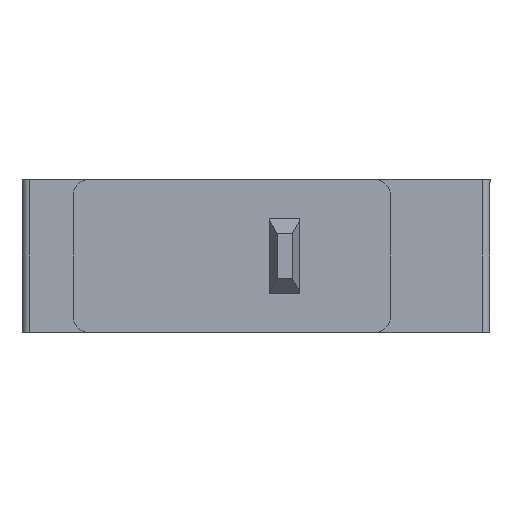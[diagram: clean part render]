
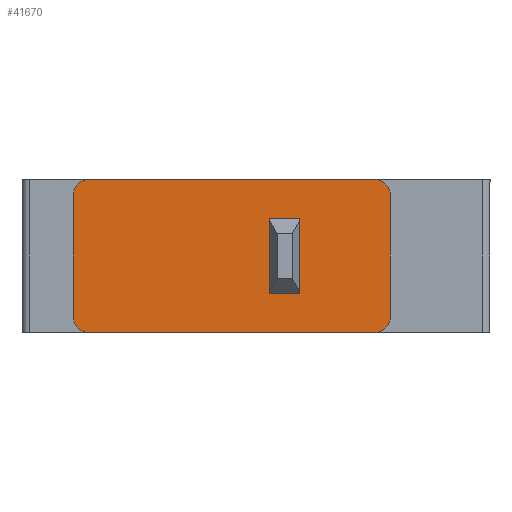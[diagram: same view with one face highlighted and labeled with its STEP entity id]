
A CAD part, left-side view. The second image highlights one B-rep face of the part: STEP entity #41670.
In plain terms, the highlighted planar face has unit normal (-1, 0, 0).
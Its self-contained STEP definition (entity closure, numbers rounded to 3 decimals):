
#30160=CARTESIAN_POINT('',(-209.229,55.166,
-9.652));
#30170=VERTEX_POINT('',#30160);
#30200=CARTESIAN_POINT('',(-209.229,55.166,
-10.652));
#30210=DIRECTION('',(-1.,0.,0.));
#30220=DIRECTION('',(0.,1.,0.));
#30230=AXIS2_PLACEMENT_3D('',#30200,#30210,#30220);
#30240=CIRCLE('',#30230,1.);
#30250=CARTESIAN_POINT('',(-209.229,56.166,
-10.652));
#30260=VERTEX_POINT('',#30250);
#30270=EDGE_CURVE('',#30170,#30260,#30240,.T.);
#36370=CARTESIAN_POINT('',(-209.229,36.166,
-18.752));
#36380=DIRECTION('',(-1.,0.,0.));
#36390=DIRECTION('',(0.,1.,0.));
#36400=AXIS2_PLACEMENT_3D('',#36370,#36380,#36390);
#36410=CIRCLE('',#36400,1.);
#36420=CARTESIAN_POINT('',(-209.229,36.166,
-19.752));
#36430=VERTEX_POINT('',#36420);
#36440=CARTESIAN_POINT('',(-209.229,35.166,
-18.752));
#36450=VERTEX_POINT('',#36440);
#36460=EDGE_CURVE('',#36430,#36450,#36410,.T.);
#40390=CARTESIAN_POINT('',(-209.229,56.166,-10.1));
#40400=DIRECTION('',(0.,0.,1.));
#40410=VECTOR('',#40400,1.);
#40420=LINE('',#40390,#40410);
#40430=CARTESIAN_POINT('',(-209.229,56.166,
-18.752));
#40440=VERTEX_POINT('',#40430);
#40450=EDGE_CURVE('',#40440,#30260,#40420,.T.);
#40670=CARTESIAN_POINT('',(-209.229,55.166,
-19.752));
#40680=VERTEX_POINT('',#40670);
#40710=CARTESIAN_POINT('',(-209.229,0.,
-19.752));
#40720=DIRECTION('',(0.,1.,0.));
#40730=VECTOR('',#40720,1.);
#40740=LINE('',#40710,#40730);
#40750=EDGE_CURVE('',#36430,#40680,#40740,.T.);
#40850=CARTESIAN_POINT('',(-209.229,55.166,
-18.752));
#40860=DIRECTION('',(-1.,0.,0.));
#40870=DIRECTION('',(0.,1.,0.));
#40880=AXIS2_PLACEMENT_3D('',#40850,#40860,#40870);
#40890=CIRCLE('',#40880,1.);
#40900=EDGE_CURVE('',#40440,#40680,#40890,.T.);
#40980=CARTESIAN_POINT('',(-209.229,43.52,
-14.198));
#40990=DIRECTION('',(-1.,0.,0.));
#41000=DIRECTION('',(0.,-1.,0.));
#41010=AXIS2_PLACEMENT_3D('',#40980,#40990,#41000);
#41020=PLANE('',#41010);
#41030=ORIENTED_EDGE('',*,*,#40900,.T.);
#41040=ORIENTED_EDGE('',*,*,#40450,.F.);
#41050=ORIENTED_EDGE('',*,*,#30270,.T.);
#41060=CARTESIAN_POINT('',(-209.229,0.,
-9.652));
#41070=DIRECTION('',(0.,-1.,0.));
#41080=VECTOR('',#41070,1.);
#41090=LINE('',#41060,#41080);
#41100=CARTESIAN_POINT('',(-209.229,36.166,
-9.652));
#41110=VERTEX_POINT('',#41100);
#41120=EDGE_CURVE('',#30170,#41110,#41090,.T.);
#41130=ORIENTED_EDGE('',*,*,#41120,.F.);
#41140=CARTESIAN_POINT('',(-209.229,36.166,
-10.652));
#41150=DIRECTION('',(-1.,0.,0.));
#41160=DIRECTION('',(0.,1.,0.));
#41170=AXIS2_PLACEMENT_3D('',#41140,#41150,#41160);
#41180=CIRCLE('',#41170,1.);
#41190=CARTESIAN_POINT('',(-209.229,35.166,
-10.652));
#41200=VERTEX_POINT('',#41190);
#41210=EDGE_CURVE('',#41200,#41110,#41180,.T.);
#41220=ORIENTED_EDGE('',*,*,#41210,.T.);
#41230=CARTESIAN_POINT('',(-209.229,35.166,-10.1));
#41240=DIRECTION('',(0.,0.,-1.));
#41250=VECTOR('',#41240,1.);
#41260=LINE('',#41230,#41250);
#41270=EDGE_CURVE('',#41200,#36450,#41260,.T.);
#41280=ORIENTED_EDGE('',*,*,#41270,.F.);
#41290=ORIENTED_EDGE('',*,*,#36460,.T.);
#41300=ORIENTED_EDGE('',*,*,#40750,.F.);
#41310=EDGE_LOOP('',(#41300,#41290,#41280,#41220,#41130,#41050,#41040,
#41030));
#41320=FACE_OUTER_BOUND('',#41310,.T.);
#41330=CARTESIAN_POINT('',(-209.229,41.799,
-17.202));
#41340=DIRECTION('',(0.,1.,0.));
#41350=VECTOR('',#41340,1.);
#41360=LINE('',#41330,#41350);
#41370=CARTESIAN_POINT('',(-209.229,41.166,
-17.202));
#41380=VERTEX_POINT('',#41370);
#41390=CARTESIAN_POINT('',(-209.229,43.166,
-17.202));
#41400=VERTEX_POINT('',#41390);
#41410=EDGE_CURVE('',#41380,#41400,#41360,.T.);
#41420=ORIENTED_EDGE('',*,*,#41410,.T.);
#41430=CARTESIAN_POINT('',(-209.229,41.166,
-12.202));
#41440=DIRECTION('',(0.,0.,-1.));
#41450=VECTOR('',#41440,1.);
#41460=LINE('',#41430,#41450);
#41470=CARTESIAN_POINT('',(-209.229,41.166,
-12.202));
#41480=VERTEX_POINT('',#41470);
#41490=EDGE_CURVE('',#41480,#41380,#41460,.T.);
#41500=ORIENTED_EDGE('',*,*,#41490,.T.);
#41510=CARTESIAN_POINT('',(-209.229,41.799,
-12.202));
#41520=DIRECTION('',(0.,1.,0.));
#41530=VECTOR('',#41520,1.);
#41540=LINE('',#41510,#41530);
#41550=CARTESIAN_POINT('',(-209.229,43.166,
-12.202));
#41560=VERTEX_POINT('',#41550);
#41570=EDGE_CURVE('',#41480,#41560,#41540,.T.);
#41580=ORIENTED_EDGE('',*,*,#41570,.F.);
#41590=CARTESIAN_POINT('',(-209.229,43.166,
-12.202));
#41600=DIRECTION('',(0.,0.,1.));
#41610=VECTOR('',#41600,1.);
#41620=LINE('',#41590,#41610);
#41630=EDGE_CURVE('',#41400,#41560,#41620,.T.);
#41640=ORIENTED_EDGE('',*,*,#41630,.T.);
#41650=EDGE_LOOP('',(#41640,#41580,#41500,#41420));
#41660=FACE_BOUND('',#41650,.T.);
#41670=ADVANCED_FACE('',(#41320,#41660),#41020,.T.);
